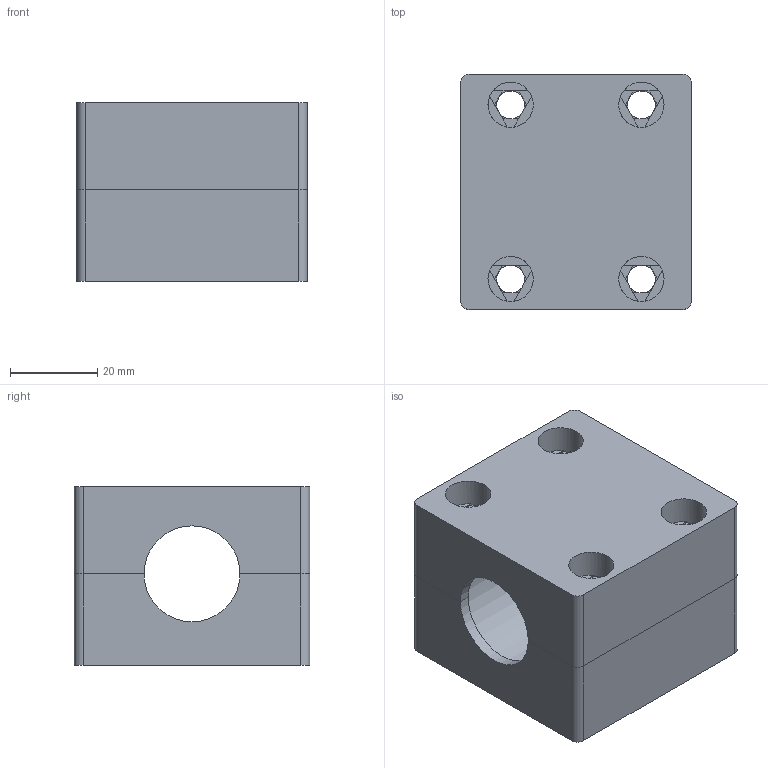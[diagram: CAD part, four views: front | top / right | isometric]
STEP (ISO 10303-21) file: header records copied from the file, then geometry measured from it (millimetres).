
FILE_DESCRIPTION(('FreeCAD Model'),'2;1');
FILE_NAME('Open CASCADE Shape Model','2022-12-29T12:15:30',(''),(''), 'Open CASCADE STEP processor 7.6','FreeCAD','Unknown');
FILE_SCHEMA(('AUTOMOTIVE_DESIGN { 1 0 10303 214 1 1 1 1 }'));
Length unit declared in the file: millimetre
Products named in the file (3): linbearhouse; linbearhouse_top; linbearhouse_bot
Assembly tree (2 placements, depth 2):
  linbearhouse
    linbearhouse_top
    linbearhouse_bot
Bounding box: 53 x 54 x 41 mm (x, y, z)
Volume: 69559.8 mm3; surface area: 25183 mm2
Topology: 2 solids, 2 shells, 152 faces, 432 edges, 284 vertices
Faces by surface type: plane 126, cylinder 26
Full cylindrical faces by diameter (mm): 6.4 x8, 10.4 x4
Entity records: 10638 total; most frequent: CARTESIAN_POINT 2487, DIRECTION 1390, ORIENTED_EDGE 864, PCURVE 864, DEFINITIONAL_REPRESENTATION 864, LINE 752, VECTOR 752, EDGE_CURVE 432
